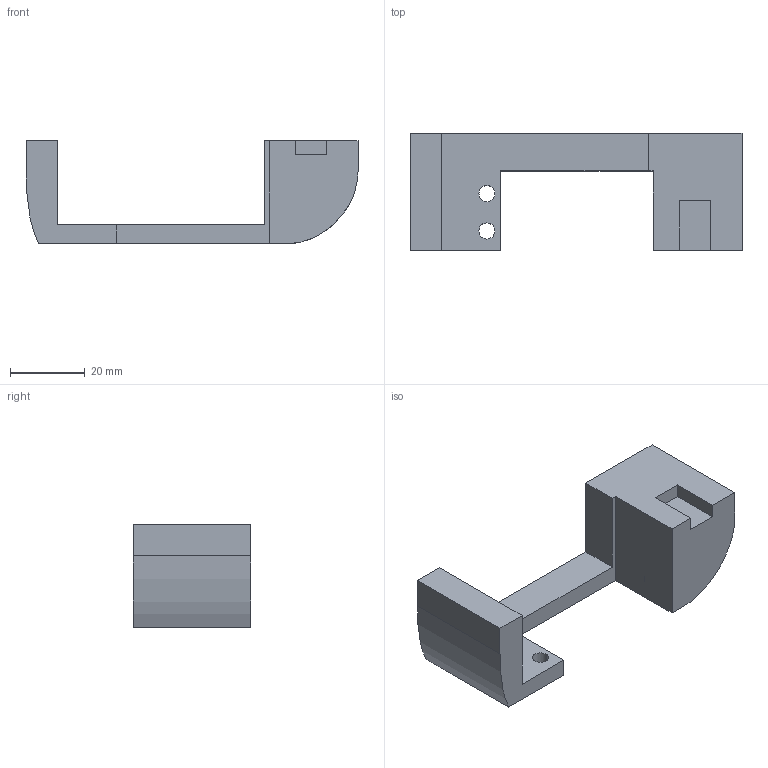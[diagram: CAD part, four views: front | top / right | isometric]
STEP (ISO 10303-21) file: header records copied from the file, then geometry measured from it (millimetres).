
FILE_DESCRIPTION (( 'STEP AP214' ), '1' );
FILE_NAME ('arm-servo-bracket-right2.STEP', '2024-05-20T18:36:19', ( '' ), ( '' ), 'SwSTEP 2.0', 'SolidWorks 2023', '' );
FILE_SCHEMA (( 'AUTOMOTIVE_DESIGN' ));
Length unit declared in the file: millimetre
Products named in the file (1): arm-servo-bracket-right2
Bounding box: 88.67 x 31.25 x 27.5 mm (x, y, z)
Volume: 27579 mm3; surface area: 9906.7 mm2
Topology: 1 solids, 3 shells, 47 faces, 120 edges, 80 vertices
Faces by surface type: plane 30, cylinder 15, bspline 2
Entity records: 1541 total; most frequent: CARTESIAN_POINT 372, ORIENTED_EDGE 240, DIRECTION 226, EDGE_CURVE 120, LINE 82, VECTOR 82, VERTEX_POINT 80, AXIS2_PLACEMENT_3D 72
